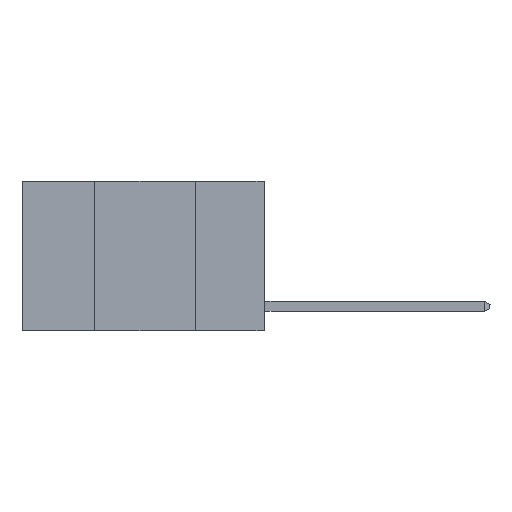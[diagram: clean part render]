
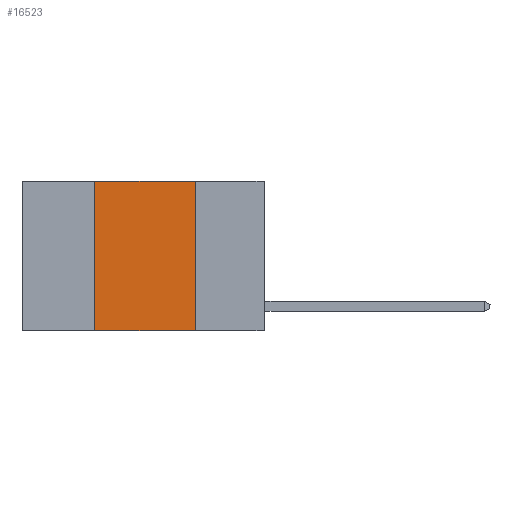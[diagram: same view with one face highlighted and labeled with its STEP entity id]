
A CAD part, left-side view. The second image highlights one B-rep face of the part: STEP entity #16523.
In plain terms, the highlighted planar face has unit normal (-1, 0, 0).
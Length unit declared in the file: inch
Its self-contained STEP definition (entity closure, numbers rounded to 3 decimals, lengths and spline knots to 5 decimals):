
#587 = DIRECTION ( 'NONE',  ( 0., 0., -1. ) ) ;
#613 = CARTESIAN_POINT ( 'NONE',  ( 0., 0.6, -0.37 ) ) ;
#2348 = DIRECTION ( 'NONE',  ( 0., 0., -1. ) ) ;
#2844 = VERTEX_POINT ( 'NONE', #5820 ) ;
#3187 = EDGE_CURVE ( 'NONE', #2844, #21189, #13216, .T. ) ;
#4299 = LINE ( 'NONE', #613, #8459 ) ;
#4714 = EDGE_LOOP ( 'NONE', ( #16839, #20327, #9539, #6363 ) ) ;
#5049 = VERTEX_POINT ( 'NONE', #10386 ) ;
#5555 = PLANE ( 'NONE',  #8644 ) ;
#5820 = CARTESIAN_POINT ( 'NONE',  ( 0., 0.42, -0.37 ) ) ;
#6363 = ORIENTED_EDGE ( 'NONE', *, *, #17167, .T. ) ;
#6961 = VECTOR ( 'NONE', #13133, 39.37008 ) ;
#8201 = EDGE_CURVE ( 'NONE', #5049, #10334, #13203, .T. ) ;
#8459 = VECTOR ( 'NONE', #9595, 39.37008 ) ;
#8644 = AXIS2_PLACEMENT_3D ( 'NONE', #21442, #11106, #2348 ) ;
#9416 = CARTESIAN_POINT ( 'NONE',  ( 0., 0.17, 0. ) ) ;
#9539 = ORIENTED_EDGE ( 'NONE', *, *, #3187, .F. ) ;
#9595 = DIRECTION ( 'NONE',  ( 0., -1., 0. ) ) ;
#10334 = VERTEX_POINT ( 'NONE', #18581 ) ;
#10386 = CARTESIAN_POINT ( 'NONE',  ( 0., 0.17, 0. ) ) ;
#11106 = DIRECTION ( 'NONE',  ( 1., 0., 0. ) ) ;
#11532 = CARTESIAN_POINT ( 'NONE',  ( 0., 0.42, 0. ) ) ;
#11650 = LINE ( 'NONE', #12709, #6961 ) ;
#12709 = CARTESIAN_POINT ( 'NONE',  ( 0., 0.6, 0. ) ) ;
#13133 = DIRECTION ( 'NONE',  ( 0., -1., 0. ) ) ;
#13203 = LINE ( 'NONE', #9416, #19013 ) ;
#13216 = LINE ( 'NONE', #15202, #22093 ) ;
#14323 = FACE_OUTER_BOUND ( 'NONE', #4714, .T. ) ;
#15202 = CARTESIAN_POINT ( 'NONE',  ( 0., 0.42, 0. ) ) ;
#15518 = EDGE_CURVE ( 'NONE', #21189, #5049, #11650, .T. ) ;
#16523 = ADVANCED_FACE ( 'NONE', ( #14323 ), #5555, .F. ) ;
#16839 = ORIENTED_EDGE ( 'NONE', *, *, #8201, .F. ) ;
#16905 = DIRECTION ( 'NONE',  ( 0., 0., 1. ) ) ;
#17167 = EDGE_CURVE ( 'NONE', #2844, #10334, #4299, .T. ) ;
#18581 = CARTESIAN_POINT ( 'NONE',  ( 0., 0.17, -0.37 ) ) ;
#19013 = VECTOR ( 'NONE', #587, 39.37008 ) ;
#20327 = ORIENTED_EDGE ( 'NONE', *, *, #15518, .F. ) ;
#21189 = VERTEX_POINT ( 'NONE', #11532 ) ;
#21442 = CARTESIAN_POINT ( 'NONE',  ( 0., 0.6, 0. ) ) ;
#22093 = VECTOR ( 'NONE', #16905, 39.37008 ) ;
